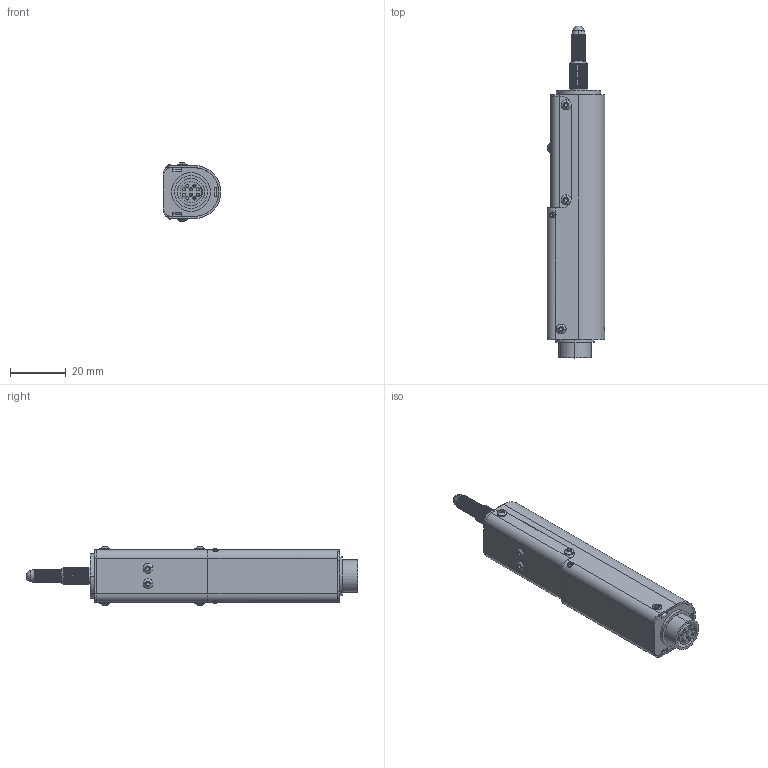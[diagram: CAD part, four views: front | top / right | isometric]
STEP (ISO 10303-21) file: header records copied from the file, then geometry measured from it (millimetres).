
FILE_DESCRIPTION (( 'STEP AP214' ), '1' );
FILE_NAME ('12549-E0W.step', '2007-11-13T05:37:50', ( ' ' ), ( ' ' ), 'SwSTEP 2.0', 'SolidWorks 2007', '' );
FILE_SCHEMA (( 'AUTOMOTIVE_DESIGN' ));
Length unit declared in the file: inch
Products named in the file (1): 12549-E0W
Bounding box: 20.83 x 119.43 x 21.03 mm (x, y, z)
Surface area: 9230.6 mm2 (no closed solid volume)
Topology: 0 solids, 24 shells, 512 faces, 1708 edges, 1194 vertices
Faces by surface type: cylinder 326, plane 133, cone 29, sphere 20, bspline 4
Entity records: 36909 total; most frequent: CARTESIAN_POINT 16960, ORIENTED_EDGE 3067, DIRECTION 2382, EDGE_CURVE 1685, VERTEX_POINT 1191, AXIS2_PLACEMENT_3D 800, LINE 782, VECTOR 782
